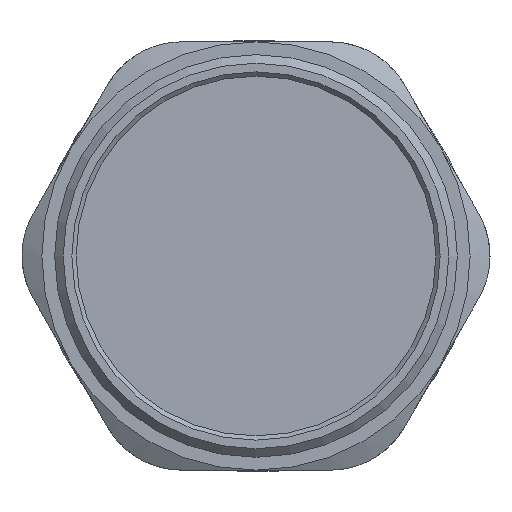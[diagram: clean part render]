
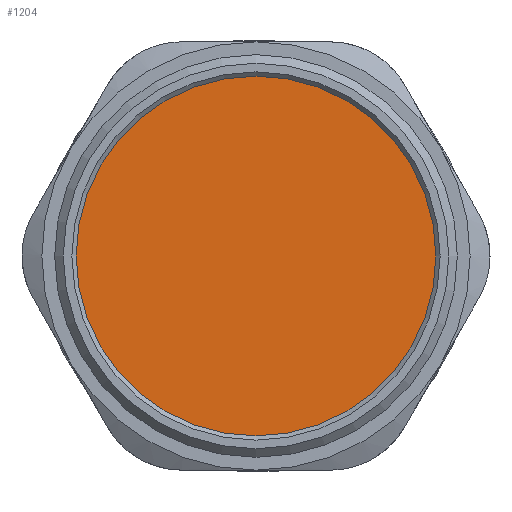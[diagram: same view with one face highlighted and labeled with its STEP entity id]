
A CAD part, front view. The second image highlights one B-rep face of the part: STEP entity #1204.
In plain terms, the highlighted planar face has unit normal (0, -1, 0).
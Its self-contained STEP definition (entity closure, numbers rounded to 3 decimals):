
#151=FACE_OUTER_BOUND('',#227,.T.);
#227=EDGE_LOOP('',(#759));
#416=CIRCLE('',#1311,21.);
#469=VERTEX_POINT('',#1751);
#581=EDGE_CURVE('',#469,#469,#416,.T.);
#759=ORIENTED_EDGE('',*,*,#581,.F.);
#1103=PLANE('',#1310);
#1204=ADVANCED_FACE('',(#151),#1103,.F.);
#1310=AXIS2_PLACEMENT_3D('',#1750,#1450,#1451);
#1311=AXIS2_PLACEMENT_3D('',#1752,#1452,#1453);
#1450=DIRECTION('center_axis',(0.,1.,0.));
#1451=DIRECTION('ref_axis',(0.,0.,1.));
#1452=DIRECTION('center_axis',(0.,1.,0.));
#1453=DIRECTION('ref_axis',(1.,0.,0.));
#1750=CARTESIAN_POINT('Origin',(-5.071,-15.531,0.));
#1751=CARTESIAN_POINT('',(-26.071,-15.531,0.));
#1752=CARTESIAN_POINT('Origin',(-5.071,-15.531,0.));
